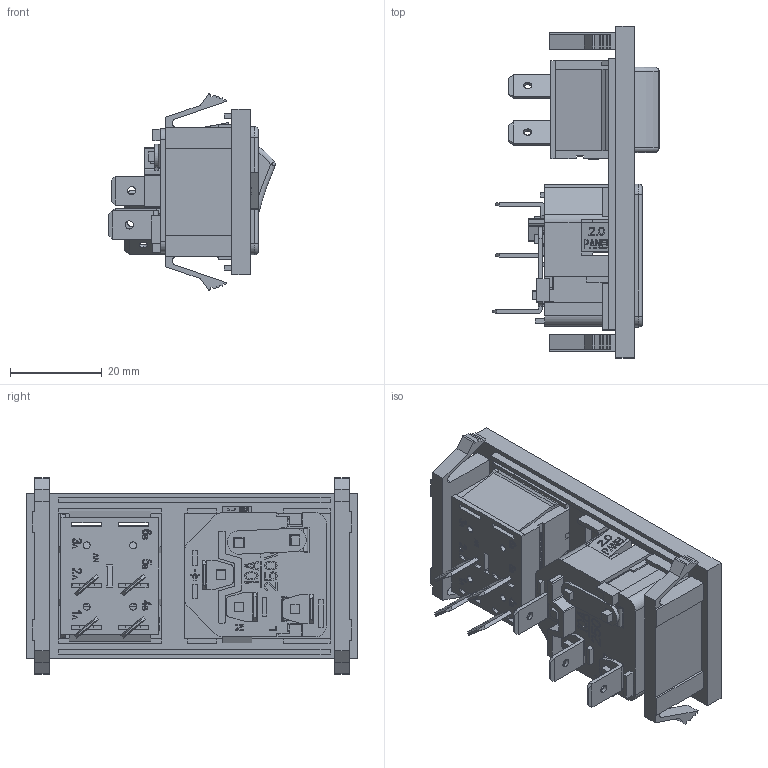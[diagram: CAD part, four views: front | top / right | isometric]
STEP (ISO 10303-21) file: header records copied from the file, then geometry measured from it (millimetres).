
FILE_DESCRIPTION (( 'STEP AP214' ), '1' );
FILE_NAME ('ACM-C4-NXQ6R2LFV-LC_3D.step', '2023-10-17T07:21:20', ( '' ), ( '' ), 'SwSTEP 2.0', 'SolidWorks 2022', '' );
FILE_SCHEMA (( 'AUTOMOTIVE_DESIGN' ));
Length unit declared in the file: millimetre
Products named in the file (1): ACM-C4-NXQ6R2LFV-LC_3D
Bounding box: 36.35 x 72.31 x 42.83 mm (x, y, z)
Surface area: 29280 mm2 (no closed solid volume)
Topology: 0 solids, 22 shells, 2646 faces, 7358 edges, 4858 vertices
Faces by surface type: plane 2211, cylinder 239, bspline 174, torus 10, cone 8, sphere 4
Entity records: 94842 total; most frequent: CARTESIAN_POINT 31328, ORIENTED_EDGE 14712, DIRECTION 10414, EDGE_CURVE 7356, VERTEX_POINT 4858, LINE 4704, VECTOR 4704, AXIS2_PLACEMENT_3D 2855
